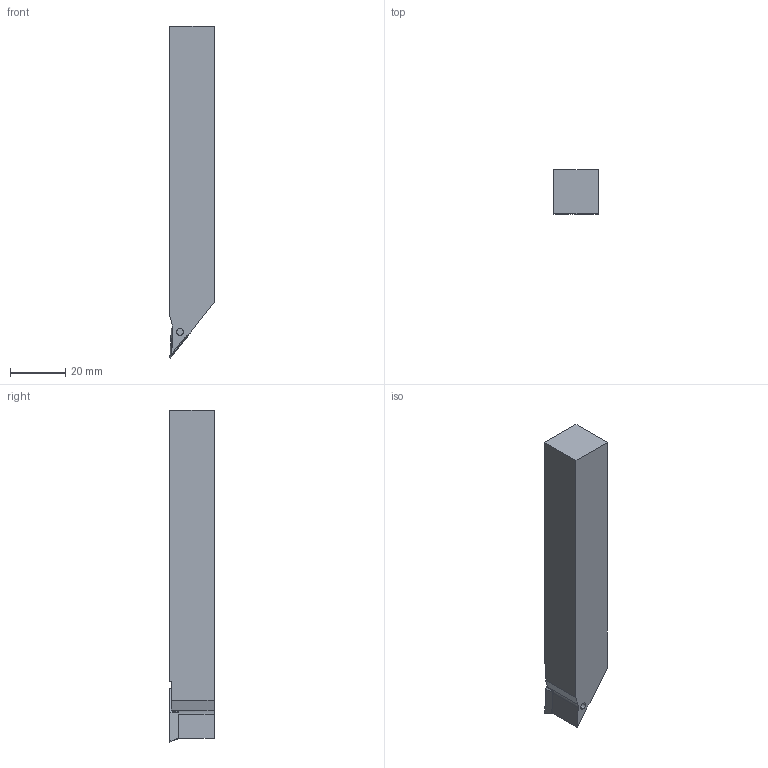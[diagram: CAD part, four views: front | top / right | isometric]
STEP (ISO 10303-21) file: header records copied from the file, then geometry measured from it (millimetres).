
FILE_DESCRIPTION(/* description */ (''),/* implementation_level */ '2;1');
FILE_NAME(/* name */ 'SVJCR1616JX11-SM_MR0_2.stp',/* time_stamp */ '2021-11-17T11:03:25+09:00',/* author */ (''),/* organization */ (''),/* preprocessor_version */ 'ST-DEVELOPER v16',/* originating_system */ 'SIEMENS PLM Software NX 10.0',/* authorisation */ '');
FILE_SCHEMA (('AUTOMOTIVE_DESIGN { 1 0 10303 214 3 1 1 1 }'));
Length unit declared in the file: millimetre
Products named in the file (1): SVJCR1616JX11-SM_MR0_2_ASM
Bounding box: 16 x 16 x 120 mm (x, y, z)
Volume: 27803 mm3; surface area: 8019.9 mm2
Topology: 2 solids, 2 shells, 76 faces, 208 edges, 147 vertices
Faces by surface type: cylinder 35, plane 28, cone 8, torus 2, sphere 2, extrusion 1
Entity records: 2900 total; most frequent: CARTESIAN_POINT 810, DIRECTION 435, ORIENTED_EDGE 400, EDGE_CURVE 200, AXIS2_PLACEMENT_3D 164, VERTEX_POINT 132, VECTOR 107, LINE 106
